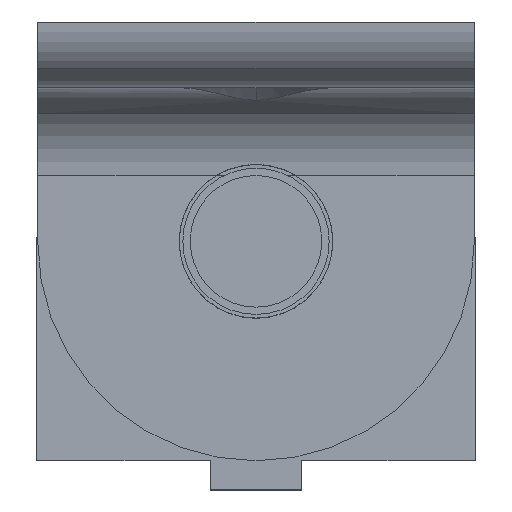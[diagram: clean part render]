
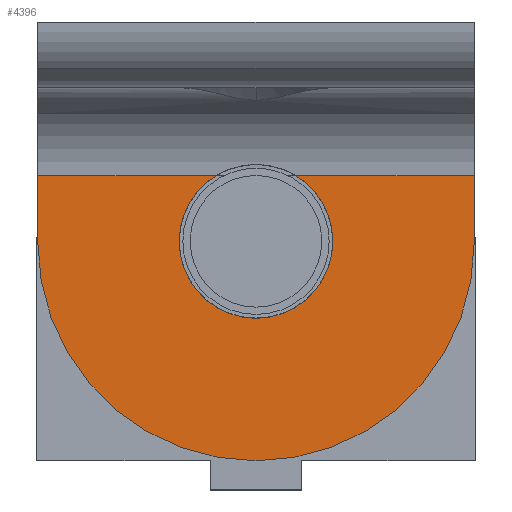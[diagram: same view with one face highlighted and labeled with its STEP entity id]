
A CAD part, left-side view. The second image highlights one B-rep face of the part: STEP entity #4396.
In plain terms, the highlighted planar face has unit normal (-1, 0, 0).
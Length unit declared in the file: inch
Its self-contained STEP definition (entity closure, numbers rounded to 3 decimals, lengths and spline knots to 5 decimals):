
#3401=CARTESIAN_POINT('',(-0.999,0.,0.));
#3402=VERTEX_POINT('',#3401);
#3418=CARTESIAN_POINT('',(-0.999,-0.74596,0.74596));
#3419=VERTEX_POINT('',#3418);
#3426=CARTESIAN_POINT('',(-0.999,0.,0.74596));
#3427=DIRECTION('',(1.0,0.0,0.0));
#3428=DIRECTION('',(0.0,0.0,-1.0));
#3429=AXIS2_PLACEMENT_3D('',#3426,#3427,#3428);
#3430=CIRCLE('',#3429,0.74596);
#3431=EDGE_CURVE('',#3419,#3402,#3430,.T.);
#4013=CARTESIAN_POINT('',(-0.999,0.26277,0.74971));
#4014=VERTEX_POINT('',#4013);
#4023=CARTESIAN_POINT('',(-0.999,-0.26277,0.74971));
#4024=VERTEX_POINT('',#4023);
#4025=CARTESIAN_POINT('',(-0.999,0.,0.74971));
#4026=DIRECTION('',(1.0,0.0,0.0));
#4027=DIRECTION('',(0.0,1.0,0.0));
#4028=AXIS2_PLACEMENT_3D('',#4025,#4026,#4027);
#4029=CIRCLE('',#4028,0.26277);
#4030=EDGE_CURVE('',#4024,#4014,#4029,.T.);
#4064=CARTESIAN_POINT('',(-0.999,-0.13588,0.97463));
#4065=VERTEX_POINT('',#4064);
#4066=CARTESIAN_POINT('',(-0.999,0.,0.74971));
#4067=DIRECTION('',(1.0,0.0,0.0));
#4068=DIRECTION('',(0.0,1.0,0.0));
#4069=AXIS2_PLACEMENT_3D('',#4066,#4067,#4068);
#4070=CIRCLE('',#4069,0.26277);
#4071=EDGE_CURVE('',#4065,#4024,#4070,.T.);
#4073=CARTESIAN_POINT('',(-0.999,0.13588,0.97463));
#4074=VERTEX_POINT('',#4073);
#4082=CARTESIAN_POINT('',(-0.999,0.,0.74971));
#4083=DIRECTION('',(1.0,0.0,0.0));
#4084=DIRECTION('',(0.0,1.0,0.0));
#4085=AXIS2_PLACEMENT_3D('',#4082,#4083,#4084);
#4086=CIRCLE('',#4085,0.26277);
#4087=EDGE_CURVE('',#4014,#4074,#4086,.T.);
#4200=CARTESIAN_POINT('',(-0.999,0.74596,0.97463));
#4201=VERTEX_POINT('',#4200);
#4209=CARTESIAN_POINT('',(-0.999,0.74596,0.97463));
#4210=DIRECTION('',(0.0,-1.0,0.0));
#4211=VECTOR('',#4210,0.61008);
#4212=LINE('',#4209,#4211);
#4213=EDGE_CURVE('',#4201,#4074,#4212,.T.);
#4216=CARTESIAN_POINT('',(-0.999,-0.74596,0.97463));
#4217=VERTEX_POINT('',#4216);
#4218=CARTESIAN_POINT('',(-0.999,-0.13588,0.97463));
#4219=DIRECTION('',(0.0,-1.0,0.0));
#4220=VECTOR('',#4219,0.61008);
#4221=LINE('',#4218,#4220);
#4222=EDGE_CURVE('',#4065,#4217,#4221,.T.);
#4306=CARTESIAN_POINT('',(-0.999,-0.74596,0.97463));
#4307=DIRECTION('',(0.0,0.0,-1.0));
#4308=VECTOR('',#4307,0.22866);
#4309=LINE('',#4306,#4308);
#4310=EDGE_CURVE('',#4217,#3419,#4309,.T.);
#4367=CARTESIAN_POINT('',(-0.999,-0.74596,0.74596));
#4368=DIRECTION('',(1.0,0.0,0.0));
#4369=DIRECTION('',(0.0,0.0,-1.0));
#4370=AXIS2_PLACEMENT_3D('',#4367,#4368,#4369);
#4371=PLANE('',#4370);
#4372=ORIENTED_EDGE('',*,*,#4071,.T.);
#4373=ORIENTED_EDGE('',*,*,#4030,.T.);
#4374=ORIENTED_EDGE('',*,*,#4087,.T.);
#4375=ORIENTED_EDGE('',*,*,#4213,.F.);
#4376=CARTESIAN_POINT('',(-0.999,0.74596,0.74596));
#4377=VERTEX_POINT('',#4376);
#4378=CARTESIAN_POINT('',(-0.999,0.74596,0.74596));
#4379=DIRECTION('',(0.0,0.0,1.0));
#4380=VECTOR('',#4379,0.22866);
#4381=LINE('',#4378,#4380);
#4382=EDGE_CURVE('',#4377,#4201,#4381,.T.);
#4383=ORIENTED_EDGE('',*,*,#4382,.F.);
#4384=CARTESIAN_POINT('',(-0.999,0.,0.74596));
#4385=DIRECTION('',(1.0,0.0,0.0));
#4386=DIRECTION('',(0.0,0.0,-1.0));
#4387=AXIS2_PLACEMENT_3D('',#4384,#4385,#4386);
#4388=CIRCLE('',#4387,0.74596);
#4389=EDGE_CURVE('',#3402,#4377,#4388,.T.);
#4390=ORIENTED_EDGE('',*,*,#4389,.F.);
#4391=ORIENTED_EDGE('',*,*,#3431,.F.);
#4392=ORIENTED_EDGE('',*,*,#4310,.F.);
#4393=ORIENTED_EDGE('',*,*,#4222,.F.);
#4394=EDGE_LOOP('',(#4372,#4373,#4374,#4375,#4383,#4390,#4391,#4392,#4393));
#4395=FACE_OUTER_BOUND('',#4394,.T.);
#4396=ADVANCED_FACE('',(#4395),#4371,.F.);
